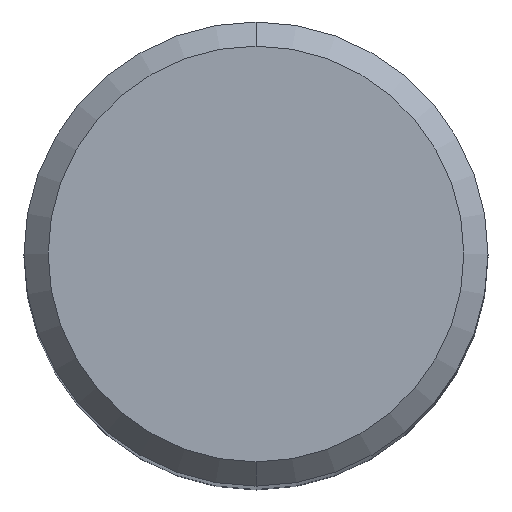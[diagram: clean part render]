
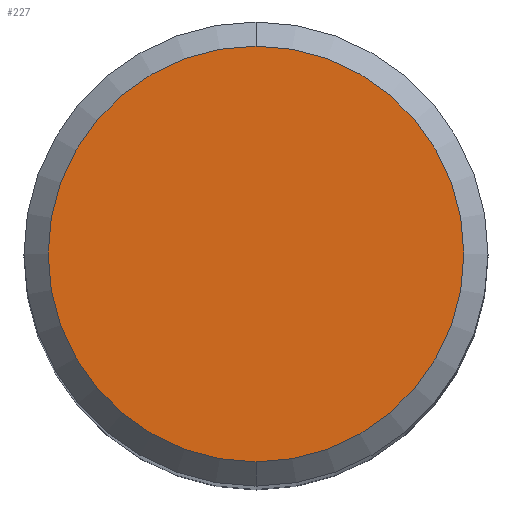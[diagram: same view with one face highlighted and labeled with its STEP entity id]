
A CAD part, top view. The second image highlights one B-rep face of the part: STEP entity #227.
In plain terms, the highlighted planar face has unit normal (0, 0, 1).
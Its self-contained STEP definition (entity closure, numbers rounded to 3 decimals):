
#141=VERTEX_POINT('',#373);
#151=EDGE_CURVE('',#141,#323,#385,.T.);
#227=ADVANCED_FACE('',(#470),#471,.T.);
#297=EDGE_CURVE('',#323,#141,#551,.T.);
#323=VERTEX_POINT('',#581);
#373=CARTESIAN_POINT('',(0.,-4.3,0.));
#385=CIRCLE('',#639,4.3);
#470=FACE_OUTER_BOUND('',#759,.T.);
#471=PLANE('',#760);
#551=CIRCLE('',#856,4.3);
#581=CARTESIAN_POINT('',(0.0,4.3,0.));
#639=AXIS2_PLACEMENT_3D('',#961,#962,#963);
#759=EDGE_LOOP('',(#1069,#1070));
#760=AXIS2_PLACEMENT_3D('',#1071,#1072,#1073);
#856=AXIS2_PLACEMENT_3D('',#1187,#1188,#1189);
#961=CARTESIAN_POINT('',(0.0,0.0,0.));
#962=DIRECTION('',(0.0,0.0,-1.0));
#963=DIRECTION('',(0.0,1.0,0.0));
#1069=ORIENTED_EDGE('',*,*,#297,.F.);
#1070=ORIENTED_EDGE('',*,*,#151,.F.);
#1071=CARTESIAN_POINT('',(0.0,2.15,0.));
#1072=DIRECTION('',(-0.0,0.0,1.0));
#1073=DIRECTION('',(0.0,-1.0,0.0));
#1187=CARTESIAN_POINT('',(0.0,0.0,0.));
#1188=DIRECTION('',(0.0,0.0,-1.0));
#1189=DIRECTION('',(0.0,1.0,0.0));
